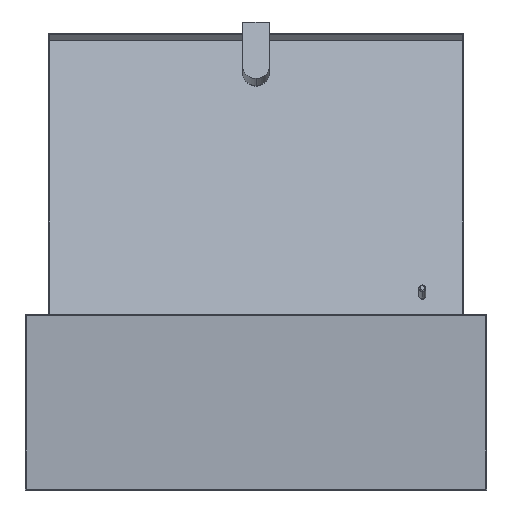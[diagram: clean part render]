
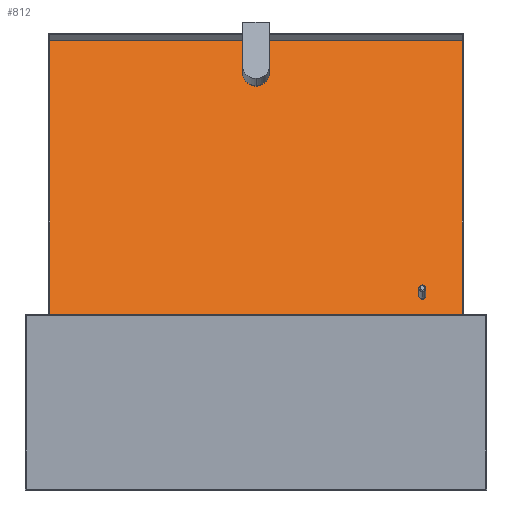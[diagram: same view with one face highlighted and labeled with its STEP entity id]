
A CAD part, left-side view. The second image highlights one B-rep face of the part: STEP entity #812.
In plain terms, the highlighted face is planar.
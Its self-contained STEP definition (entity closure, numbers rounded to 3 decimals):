
#43 = CIRCLE ( 'NONE', #3431, 3. ) ;
#132 = CARTESIAN_POINT ( 'NONE',  ( 133.5, 0., -1. ) ) ;
#158 = DIRECTION ( 'NONE',  ( 0., 0., -1. ) ) ;
#161 = VECTOR ( 'NONE', #5227, 1000. ) ;
#357 = CARTESIAN_POINT ( 'NONE',  ( -103.5, 0., -1. ) ) ;
#376 = AXIS2_PLACEMENT_3D ( 'NONE', #5214, #2562, #3611 ) ;
#395 = FACE_OUTER_BOUND ( 'NONE', #4296, .T. ) ;
#421 = EDGE_CURVE ( 'NONE', #3051, #2590, #1501, .T. ) ;
#565 = CARTESIAN_POINT ( 'NONE',  ( -115., 0., -1. ) ) ;
#566 = AXIS2_PLACEMENT_3D ( 'NONE', #5014, #4501, #4241 ) ;
#636 = FACE_BOUND ( 'NONE', #767, .T. ) ;
#767 = EDGE_LOOP ( 'NONE', ( #1686, #1266 ) ) ;
#787 = EDGE_CURVE ( 'NONE', #1087, #1558, #2167, .T. ) ;
#812 = ADVANCED_FACE ( 'NONE', ( #636, #395, #2255 ), #3804, .F. ) ;
#856 = VERTEX_POINT ( 'NONE', #5249 ) ;
#884 = CARTESIAN_POINT ( 'NONE',  ( 0., 0., -1. ) ) ;
#932 = CARTESIAN_POINT ( 'NONE',  ( 133.5, -176.5, -1. ) ) ;
#1056 = DIRECTION ( 'NONE',  ( -1., 0., 0. ) ) ;
#1066 = CARTESIAN_POINT ( 'NONE',  ( 96.5, -142.5, -1. ) ) ;
#1067 = CARTESIAN_POINT ( 'NONE',  ( -133.5, 176.5, -1. ) ) ;
#1087 = VERTEX_POINT ( 'NONE', #4097 ) ;
#1099 = LINE ( 'NONE', #132, #161 ) ;
#1137 = VECTOR ( 'NONE', #1056, 1000. ) ;
#1218 = DIRECTION ( 'NONE',  ( 0., 0., 1. ) ) ;
#1233 = EDGE_CURVE ( 'NONE', #3555, #4025, #3898, .T. ) ;
#1266 = ORIENTED_EDGE ( 'NONE', *, *, #1233, .T. ) ;
#1338 = DIRECTION ( 'NONE',  ( 0., 0., 1. ) ) ;
#1350 = VECTOR ( 'NONE', #3553, 1000. ) ;
#1500 = DIRECTION ( 'NONE',  ( 1., 0., 0. ) ) ;
#1501 = CIRCLE ( 'NONE', #376, 3. ) ;
#1558 = VERTEX_POINT ( 'NONE', #932 ) ;
#1686 = ORIENTED_EDGE ( 'NONE', *, *, #2009, .T. ) ;
#1804 = CARTESIAN_POINT ( 'NONE',  ( 99.5, -142.5, -1. ) ) ;
#1845 = EDGE_CURVE ( 'NONE', #2590, #3051, #43, .T. ) ;
#1887 = ORIENTED_EDGE ( 'NONE', *, *, #1845, .F. ) ;
#1991 = CARTESIAN_POINT ( 'NONE',  ( -92., 0., -1. ) ) ;
#1994 = DIRECTION ( 'NONE',  ( 1., 0., 0. ) ) ;
#2000 = DIRECTION ( 'NONE',  ( 1., 0., 0. ) ) ;
#2009 = EDGE_CURVE ( 'NONE', #4025, #3555, #2322, .T. ) ;
#2167 = LINE ( 'NONE', #4393, #1350 ) ;
#2255 = FACE_BOUND ( 'NONE', #3720, .T. ) ;
#2322 = CIRCLE ( 'NONE', #4559, 11.5 ) ;
#2512 = ORIENTED_EDGE ( 'NONE', *, *, #2615, .F. ) ;
#2547 = DIRECTION ( 'NONE',  ( 0., -1., 0. ) ) ;
#2562 = DIRECTION ( 'NONE',  ( 0., 0., -1. ) ) ;
#2590 = VERTEX_POINT ( 'NONE', #1066 ) ;
#2609 = VERTEX_POINT ( 'NONE', #1067 ) ;
#2615 = EDGE_CURVE ( 'NONE', #2609, #1087, #4254, .T. ) ;
#2653 = ORIENTED_EDGE ( 'NONE', *, *, #421, .F. ) ;
#2990 = VECTOR ( 'NONE', #2547, 1000. ) ;
#3051 = VERTEX_POINT ( 'NONE', #4931 ) ;
#3230 = LINE ( 'NONE', #4423, #1137 ) ;
#3402 = ORIENTED_EDGE ( 'NONE', *, *, #3686, .F. ) ;
#3431 = AXIS2_PLACEMENT_3D ( 'NONE', #1804, #158, #2000 ) ;
#3553 = DIRECTION ( 'NONE',  ( 1., 0., 0. ) ) ;
#3555 = VERTEX_POINT ( 'NONE', #565 ) ;
#3611 = DIRECTION ( 'NONE',  ( 1., 0., 0. ) ) ;
#3686 = EDGE_CURVE ( 'NONE', #856, #2609, #3230, .T. ) ;
#3720 = EDGE_LOOP ( 'NONE', ( #2653, #1887 ) ) ;
#3804 = PLANE ( 'NONE',  #4676 ) ;
#3898 = CIRCLE ( 'NONE', #566, 11.5 ) ;
#4025 = VERTEX_POINT ( 'NONE', #1991 ) ;
#4097 = CARTESIAN_POINT ( 'NONE',  ( -133.5, -176.5, -1. ) ) ;
#4241 = DIRECTION ( 'NONE',  ( 1., 0., 0. ) ) ;
#4254 = LINE ( 'NONE', #4595, #2990 ) ;
#4296 = EDGE_LOOP ( 'NONE', ( #2512, #3402, #4815, #4421 ) ) ;
#4393 = CARTESIAN_POINT ( 'NONE',  ( 0., -176.5, -1. ) ) ;
#4421 = ORIENTED_EDGE ( 'NONE', *, *, #787, .F. ) ;
#4423 = CARTESIAN_POINT ( 'NONE',  ( 0., 176.5, -1. ) ) ;
#4501 = DIRECTION ( 'NONE',  ( 0., 0., 1. ) ) ;
#4559 = AXIS2_PLACEMENT_3D ( 'NONE', #357, #1338, #1500 ) ;
#4578 = EDGE_CURVE ( 'NONE', #1558, #856, #1099, .T. ) ;
#4595 = CARTESIAN_POINT ( 'NONE',  ( -133.5, 0., -1. ) ) ;
#4676 = AXIS2_PLACEMENT_3D ( 'NONE', #884, #1218, #1994 ) ;
#4815 = ORIENTED_EDGE ( 'NONE', *, *, #4578, .F. ) ;
#4931 = CARTESIAN_POINT ( 'NONE',  ( 102.5, -142.5, -1. ) ) ;
#5014 = CARTESIAN_POINT ( 'NONE',  ( -103.5, 0., -1. ) ) ;
#5214 = CARTESIAN_POINT ( 'NONE',  ( 99.5, -142.5, -1. ) ) ;
#5227 = DIRECTION ( 'NONE',  ( 0., 1., 0. ) ) ;
#5249 = CARTESIAN_POINT ( 'NONE',  ( 133.5, 176.5, -1. ) ) ;
